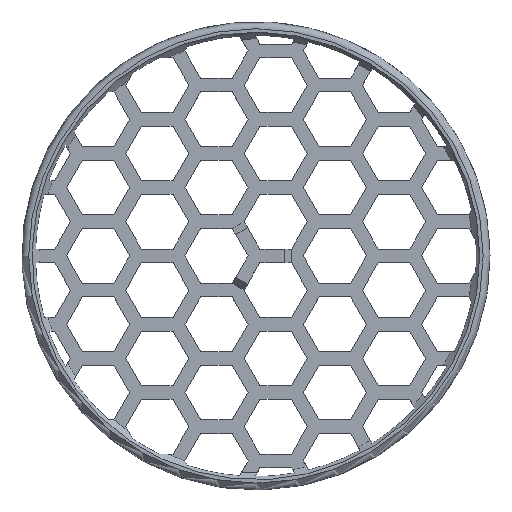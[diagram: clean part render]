
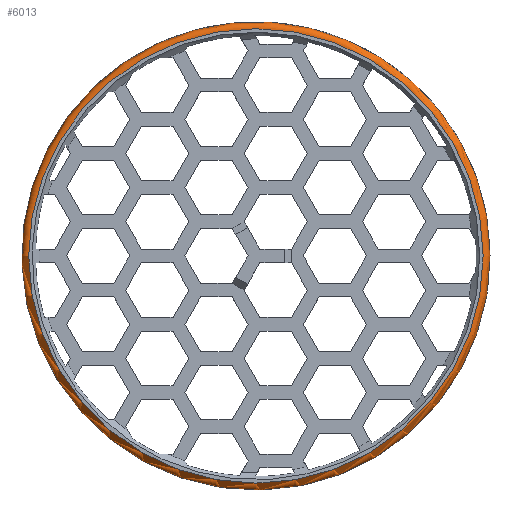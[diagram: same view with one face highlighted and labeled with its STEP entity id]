
A CAD part, top view. The second image highlights one B-rep face of the part: STEP entity #6013.
In plain terms, the highlighted toroidal (fillet/blend) face has major radius 33.25 mm and minor radius 1 mm.
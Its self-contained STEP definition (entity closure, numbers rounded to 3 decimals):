
#1905=FACE_BOUND('',#2268,.T.);
#1983=FACE_OUTER_BOUND('',#2267,.T.);
#2267=EDGE_LOOP('',(#4213));
#2268=EDGE_LOOP('',(#4214));
#2629=CIRCLE('',#6300,34.25);
#2630=CIRCLE('',#6301,33.25);
#2715=VERTEX_POINT('',#8208);
#2716=VERTEX_POINT('',#8210);
#3314=EDGE_CURVE('',#2715,#2715,#2629,.T.);
#3315=EDGE_CURVE('',#2716,#2716,#2630,.T.);
#4213=ORIENTED_EDGE('',*,*,#3314,.T.);
#4214=ORIENTED_EDGE('',*,*,#3315,.T.);
#6011=TOROIDAL_SURFACE('',#6299,33.25,1.);
#6013=ADVANCED_FACE('',(#1983,#1905),#6011,.T.);
#6299=AXIS2_PLACEMENT_3D('',#8207,#6671,#6672);
#6300=AXIS2_PLACEMENT_3D('',#8209,#6673,#6674);
#6301=AXIS2_PLACEMENT_3D('',#8211,#6675,#6676);
#6671=DIRECTION('center_axis',(0.,0.,1.));
#6672=DIRECTION('ref_axis',(-1.,0.,0.));
#6673=DIRECTION('center_axis',(0.,0.,1.));
#6674=DIRECTION('ref_axis',(-1.,0.,0.));
#6675=DIRECTION('center_axis',(0.,0.,-1.));
#6676=DIRECTION('ref_axis',(-1.,0.,0.));
#8207=CARTESIAN_POINT('Origin',(0.,0.,-1.));
#8208=CARTESIAN_POINT('',(34.25,0.,-1.));
#8209=CARTESIAN_POINT('Origin',(0.,0.,-1.));
#8210=CARTESIAN_POINT('',(33.25,0.,0.));
#8211=CARTESIAN_POINT('Origin',(0.,0.,0.));
